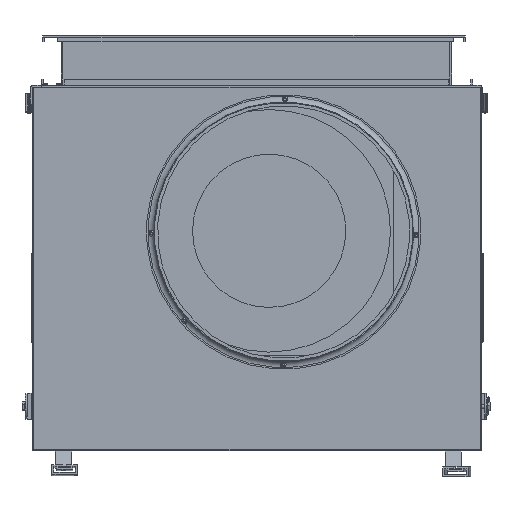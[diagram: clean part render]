
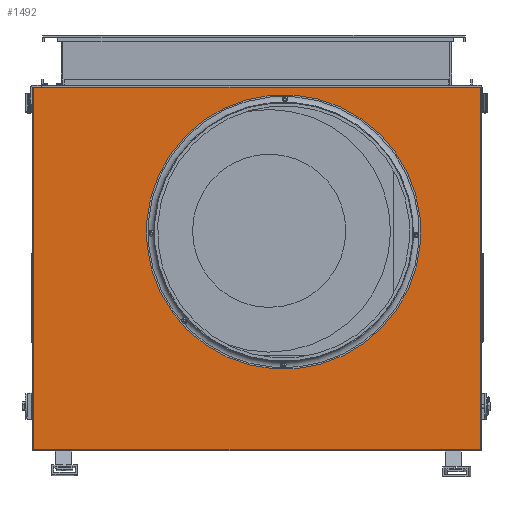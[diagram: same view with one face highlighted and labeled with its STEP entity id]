
A CAD part, front view. The second image highlights one B-rep face of the part: STEP entity #1492.
In plain terms, the highlighted planar face has unit normal (0, -1, 0).
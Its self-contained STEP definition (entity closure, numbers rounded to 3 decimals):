
#1492 = ADVANCED_FACE( '', ( #2861, #2862, #2863, #2864, #2865, #2866 ), #2867, .F. );
#2861 = FACE_BOUND( '', #4385, .T. );
#2862 = FACE_BOUND( '', #4386, .T. );
#2863 = FACE_BOUND( '', #4387, .T. );
#2864 = FACE_BOUND( '', #4388, .T. );
#2865 = FACE_BOUND( '', #4389, .T. );
#2866 = FACE_OUTER_BOUND( '', #4390, .T. );
#2867 = PLANE( '', #4391 );
#4385 = EDGE_LOOP( '', ( #6955 ) );
#4386 = EDGE_LOOP( '', ( #6956 ) );
#4387 = EDGE_LOOP( '', ( #6957 ) );
#4388 = EDGE_LOOP( '', ( #6958 ) );
#4389 = EDGE_LOOP( '', ( #6959 ) );
#4390 = EDGE_LOOP( '', ( #6960, #6961, #6962, #6963 ) );
#4391 = AXIS2_PLACEMENT_3D( '', #6964, #6965, #6966 );
#6955 = ORIENTED_EDGE( '', *, *, #10024, .F. );
#6956 = ORIENTED_EDGE( '', *, *, #10025, .F. );
#6957 = ORIENTED_EDGE( '', *, *, #10026, .F. );
#6958 = ORIENTED_EDGE( '', *, *, #10027, .F. );
#6959 = ORIENTED_EDGE( '', *, *, #10028, .T. );
#6960 = ORIENTED_EDGE( '', *, *, #9820, .T. );
#6961 = ORIENTED_EDGE( '', *, *, #10029, .T. );
#6962 = ORIENTED_EDGE( '', *, *, #10030, .T. );
#6963 = ORIENTED_EDGE( '', *, *, #10031, .T. );
#6964 = CARTESIAN_POINT( '', ( -158., -158., 51. ) );
#6965 = DIRECTION( '', ( 0., 1., 0. ) );
#6966 = DIRECTION( '', ( 0., 0., 1. ) );
#9820 = EDGE_CURVE( '', #11775, #11773, #11776, .T. );
#10024 = EDGE_CURVE( '', #12082, #12082, #12083, .F. );
#10025 = EDGE_CURVE( '', #12084, #12084, #12085, .F. );
#10026 = EDGE_CURVE( '', #12086, #12086, #12087, .F. );
#10027 = EDGE_CURVE( '', #12088, #12088, #12089, .F. );
#10028 = EDGE_CURVE( '', #12090, #12090, #12091, .T. );
#10029 = EDGE_CURVE( '', #11773, #12092, #12093, .F. );
#10030 = EDGE_CURVE( '', #12092, #12094, #12095, .T. );
#10031 = EDGE_CURVE( '', #12094, #11775, #12096, .T. );
#11773 = VERTEX_POINT( '', #14786 );
#11775 = VERTEX_POINT( '', #14788 );
#11776 = LINE( '', #14789, #14790 );
#12082 = VERTEX_POINT( '', #15211 );
#12083 = CIRCLE( '', #15212, 2.5 );
#12084 = VERTEX_POINT( '', #15213 );
#12085 = CIRCLE( '', #15214, 2.5 );
#12086 = VERTEX_POINT( '', #15215 );
#12087 = CIRCLE( '', #15216, 2.5 );
#12088 = VERTEX_POINT( '', #15217 );
#12089 = CIRCLE( '', #15218, 2.5 );
#12090 = VERTEX_POINT( '', #15219 );
#12091 = CIRCLE( '', #15220, 200. );
#12092 = VERTEX_POINT( '', #15221 );
#12093 = LINE( '', #15222, #15223 );
#12094 = VERTEX_POINT( '', #15224 );
#12095 = LINE( '', #15225, #15226 );
#12096 = LINE( '', #15227, #15228 );
#14786 = CARTESIAN_POINT( '', ( 350., -158., 2. ) );
#14788 = CARTESIAN_POINT( '', ( -350., -158., 2. ) );
#14789 = CARTESIAN_POINT( '', ( -158., -158., 2. ) );
#14790 = VECTOR( '', #17047, 1000. );
#15211 = CARTESIAN_POINT( '', ( 252.491, -158., 341.28 ) );
#15212 = AXIS2_PLACEMENT_3D( '', #17260, #17261, #17262 );
#15213 = CARTESIAN_POINT( '', ( 42.179, -158., 130.732 ) );
#15214 = AXIS2_PLACEMENT_3D( '', #17263, #17264, #17265 );
#15215 = CARTESIAN_POINT( '', ( -168.369, -158., 341.045 ) );
#15216 = AXIS2_PLACEMENT_3D( '', #17266, #17267, #17268 );
#15217 = CARTESIAN_POINT( '', ( 41.943, -158., 551.593 ) );
#15218 = AXIS2_PLACEMENT_3D( '', #17269, #17270, #17271 );
#15219 = CARTESIAN_POINT( '', ( 242., -158., 342. ) );
#15220 = AXIS2_PLACEMENT_3D( '', #17272, #17273, #17274 );
#15221 = CARTESIAN_POINT( '', ( 350., -158., 570. ) );
#15222 = CARTESIAN_POINT( '', ( 350., -158., 51. ) );
#15223 = VECTOR( '', #17275, 1000. );
#15224 = CARTESIAN_POINT( '', ( -350., -158., 570. ) );
#15225 = CARTESIAN_POINT( '', ( 352., -158., 570. ) );
#15226 = VECTOR( '', #17276, 1000. );
#15227 = CARTESIAN_POINT( '', ( -350., -158., 51. ) );
#15228 = VECTOR( '', #17277, 1000. );
#17047 = DIRECTION( '', ( 1., 0., 0. ) );
#17260 = CARTESIAN_POINT( '', ( 249.991, -158., 341.28 ) );
#17261 = DIRECTION( '', ( 0., 1., 0. ) );
#17262 = DIRECTION( '', ( 1., 0., 0. ) );
#17263 = CARTESIAN_POINT( '', ( 42.179, -158., 133.232 ) );
#17264 = DIRECTION( '', ( 0., 1., 0. ) );
#17265 = DIRECTION( '', ( 0., 0., -1. ) );
#17266 = CARTESIAN_POINT( '', ( -165.869, -158., 341.045 ) );
#17267 = DIRECTION( '', ( 0., 1., 0. ) );
#17268 = DIRECTION( '', ( -1., 0., 0. ) );
#17269 = CARTESIAN_POINT( '', ( 41.943, -158., 549.093 ) );
#17270 = DIRECTION( '', ( 0., 1., 0. ) );
#17271 = DIRECTION( '', ( 0., 0., 1. ) );
#17272 = CARTESIAN_POINT( '', ( 42., -158., 342. ) );
#17273 = DIRECTION( '', ( 0., 1., 0. ) );
#17274 = DIRECTION( '', ( 1., 0., 0. ) );
#17275 = DIRECTION( '', ( 0., 0., -1. ) );
#17276 = DIRECTION( '', ( -1., 0., 0. ) );
#17277 = DIRECTION( '', ( 0., 0., -1. ) );
